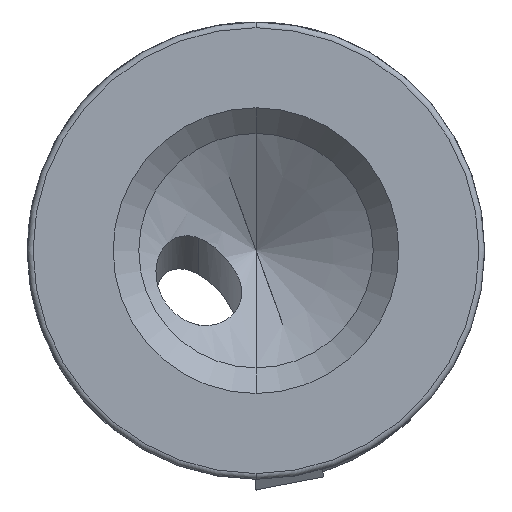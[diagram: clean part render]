
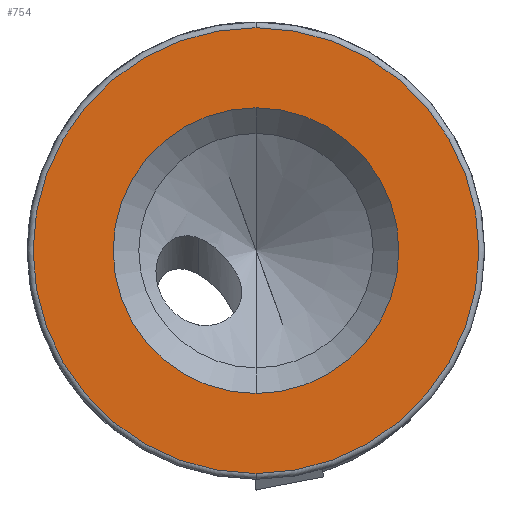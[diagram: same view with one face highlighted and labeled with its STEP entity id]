
A CAD part, left-side view. The second image highlights one B-rep face of the part: STEP entity #754.
In plain terms, the highlighted planar face has unit normal (-1, 0, 0).
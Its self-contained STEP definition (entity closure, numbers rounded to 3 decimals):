
#70 = AXIS2_PLACEMENT_3D ( 'NONE', #3776, #1224, #3600 ) ;
#300 = CARTESIAN_POINT ( 'NONE',  ( -27., 0., 0.575 ) ) ;
#311 = DIRECTION ( 'NONE',  ( -1., 0., 0. ) ) ;
#385 = VERTEX_POINT ( 'NONE', #1423 ) ;
#393 = ORIENTED_EDGE ( 'NONE', *, *, #806, .F. ) ;
#511 = CARTESIAN_POINT ( 'NONE',  ( -27., 0., 16.175 ) ) ;
#724 = PLANE ( 'NONE',  #70 ) ;
#754 = ADVANCED_FACE ( 'NONE', ( #3216, #2430 ), #724, .F. ) ;
#806 = EDGE_CURVE ( 'NONE', #385, #1304, #2342, .T. ) ;
#815 = CIRCLE ( 'NONE', #1069, 5. ) ;
#942 = DIRECTION ( 'NONE',  ( -1., 0., 0. ) ) ;
#988 = DIRECTION ( 'NONE',  ( -1., 0., 0. ) ) ;
#1069 = AXIS2_PLACEMENT_3D ( 'NONE', #3043, #988, #3385 ) ;
#1224 = DIRECTION ( 'NONE',  ( 1., 0., 0. ) ) ;
#1294 = AXIS2_PLACEMENT_3D ( 'NONE', #1691, #4059, #2031 ) ;
#1304 = VERTEX_POINT ( 'NONE', #3860 ) ;
#1387 = AXIS2_PLACEMENT_3D ( 'NONE', #2999, #942, #3341 ) ;
#1423 = CARTESIAN_POINT ( 'NONE',  ( -27., 0., 3.375 ) ) ;
#1487 = AXIS2_PLACEMENT_3D ( 'NONE', #2396, #311, #2733 ) ;
#1691 = CARTESIAN_POINT ( 'NONE',  ( -27., 0., 8.375 ) ) ;
#1708 = VERTEX_POINT ( 'NONE', #511 ) ;
#1819 = EDGE_CURVE ( 'NONE', #3581, #1708, #2761, .T. ) ;
#2031 = DIRECTION ( 'NONE',  ( 0., 0., -1. ) ) ;
#2156 = EDGE_LOOP ( 'NONE', ( #2801, #393 ) ) ;
#2342 = CIRCLE ( 'NONE', #1487, 5. ) ;
#2396 = CARTESIAN_POINT ( 'NONE',  ( -27., 0., 8.375 ) ) ;
#2430 = FACE_BOUND ( 'NONE', #2156, .T. ) ;
#2551 = ORIENTED_EDGE ( 'NONE', *, *, #1819, .T. ) ;
#2556 = ORIENTED_EDGE ( 'NONE', *, *, #2753, .T. ) ;
#2733 = DIRECTION ( 'NONE',  ( 0., 0., 1. ) ) ;
#2745 = EDGE_CURVE ( 'NONE', #1304, #385, #815, .T. ) ;
#2753 = EDGE_CURVE ( 'NONE', #1708, #3581, #4348, .T. ) ;
#2761 = CIRCLE ( 'NONE', #1387, 7.8 ) ;
#2801 = ORIENTED_EDGE ( 'NONE', *, *, #2745, .F. ) ;
#2999 = CARTESIAN_POINT ( 'NONE',  ( -27., 0., 8.375 ) ) ;
#3043 = CARTESIAN_POINT ( 'NONE',  ( -27., 0., 8.375 ) ) ;
#3216 = FACE_OUTER_BOUND ( 'NONE', #4052, .T. ) ;
#3341 = DIRECTION ( 'NONE',  ( 0., 0., -1. ) ) ;
#3385 = DIRECTION ( 'NONE',  ( 0., 0., 1. ) ) ;
#3581 = VERTEX_POINT ( 'NONE', #300 ) ;
#3600 = DIRECTION ( 'NONE',  ( 0., 0., -1. ) ) ;
#3776 = CARTESIAN_POINT ( 'NONE',  ( -27., 0., 0.375 ) ) ;
#3860 = CARTESIAN_POINT ( 'NONE',  ( -27., 0., 13.375 ) ) ;
#4052 = EDGE_LOOP ( 'NONE', ( #2551, #2556 ) ) ;
#4059 = DIRECTION ( 'NONE',  ( -1., 0., 0. ) ) ;
#4348 = CIRCLE ( 'NONE', #1294, 7.8 ) ;
